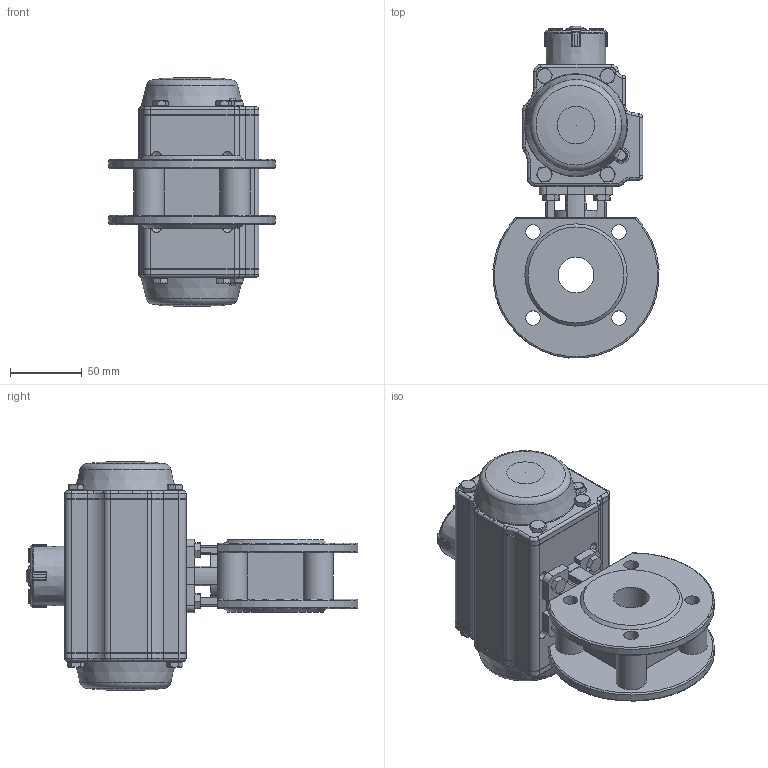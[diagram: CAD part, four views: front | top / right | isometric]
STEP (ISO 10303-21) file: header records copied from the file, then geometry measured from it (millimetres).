
FILE_DESCRIPTION(/* description */ ('Unknown','CAx-IF Rec.Pracs.---Representation and Presentation of Product Manufacturing Information (PMI)---4.0---2014-10-13','CAx-IF Rec.Pracs.---3D Tessellated Geometry---0.4---2014-09-14','2;1'),/* implementation_level */ '2;1');
FILE_NAME(/* name */ 'FR02 0931_0932-06',/* time_stamp */ '2023-09-11T13:17:44+02:00',/* author */ ('Unknown'),/* organization */ ('Unknown'),/* preprocessor_version */ 'ST-DEVELOPER v18.102',/* originating_system */ 'Solid Edge',/* authorisation */ 'Unknown');
FILE_SCHEMA (('AP242_MANAGED_MODEL_BASED_3D_ENGINEERING_MIM_LF { 1 0 10303 442 1 1 4 }'));
Length unit declared in the file: millimetre
Products named in the file (10): DW20-8.440.025; 8.440.025; DW03_FR02_(DW36_FR26); KP-63; hexagon head bolts--product grade c gb_GB_FASTENER_BOLT_HHBC M6X30-N; cup head nib bolts with large head gb_GB_FASTENER_BOLT_CHNBW M6X25-N; _____________; ________(___________; ______; DIN558_M_6x12.1.3
Assembly tree (21 placements, depth 3):
  DW20-8.440.025
    8.440.025
    DW03_FR02_(DW36_FR26)
      KP-63
      hexagon head bolts--product grade c gb_GB_FASTENER_BOLT_HHBC M6X30-N  x8
      cup head nib bolts with large head gb_GB_FASTENER_BOLT_CHNBW M6X25-N
      _____________  x2
      ________(___________  x2
      ______
    DIN558_M_6x12.1.3  x4
Bounding box: 115.74 x 231.39 x 159 mm (x, y, z)
Volume: 1173873.6 mm3; surface area: 146530.4 mm2
Topology: 20 solids, 21 shells, 1093 faces, 2631 edges, 1597 vertices
Faces by surface type: plane 380, cylinder 340, cone 135, bspline 129, torus 98, sphere 11
Full cylindrical faces by diameter (mm): 2.325 x2, 3 x16, 3.3 x8, 4.2 x8, 4.66 x1, 5 x13, 6 x13, 6.2 x1, 6.8 x4, 8.8 x2, 10.106 x4, 14 x1, 15.8 x1, 20.2 x1, 21.8 x1, 25 x1, 25.5 x1, 28 x1, 33 x1, 38.5 x1
Entity records: 28106 total; most frequent: CARTESIAN_POINT 9243, DIRECTION 3746, ORIENTED_EDGE 3534, EDGE_CURVE 1767, AXIS2_PLACEMENT_3D 1483, VERTEX_POINT 1163, FACE_BOUND 976, EDGE_LOOP 951
